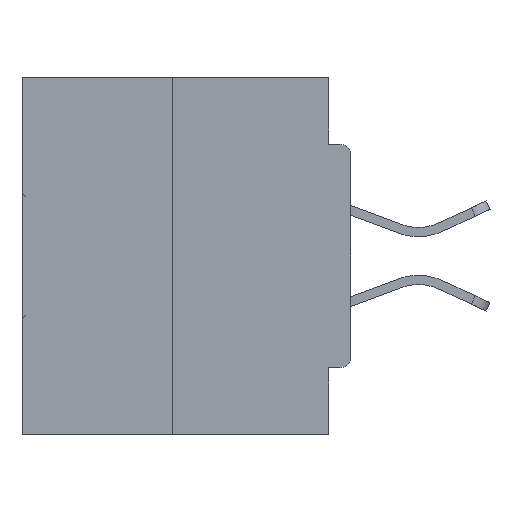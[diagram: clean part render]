
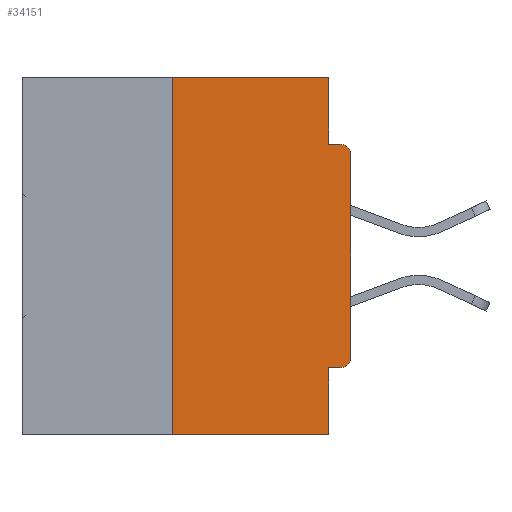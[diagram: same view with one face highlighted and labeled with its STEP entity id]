
A CAD part, left-side view. The second image highlights one B-rep face of the part: STEP entity #34151.
In plain terms, the highlighted planar face has unit normal (-1, 0, 0).
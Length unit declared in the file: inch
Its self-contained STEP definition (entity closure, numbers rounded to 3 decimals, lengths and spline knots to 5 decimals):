
#1387 = ORIENTED_EDGE ( 'NONE', *, *, #19780, .F. ) ;
#2055 = LINE ( 'NONE', #13235, #23208 ) ;
#3148 = VERTEX_POINT ( 'NONE', #25406 ) ;
#3274 = VECTOR ( 'NONE', #14367, 39.37008 ) ;
#3512 = LINE ( 'NONE', #10605, #11448 ) ;
#3877 = DIRECTION ( 'NONE',  ( 1., 0., 0. ) ) ;
#4451 = DIRECTION ( 'NONE',  ( 0., -1., 0. ) ) ;
#4858 = CIRCLE ( 'NONE', #16588, 0.015 ) ;
#5463 = ORIENTED_EDGE ( 'NONE', *, *, #5978, .F. ) ;
#5718 = LINE ( 'NONE', #7167, #28535 ) ;
#5918 = LINE ( 'NONE', #33355, #8045 ) ;
#5978 = EDGE_CURVE ( 'NONE', #24833, #10920, #27068, .T. ) ;
#6919 = EDGE_CURVE ( 'NONE', #20444, #3148, #14410, .T. ) ;
#7040 = EDGE_CURVE ( 'NONE', #37293, #10920, #20740, .T. ) ;
#7132 = PLANE ( 'NONE',  #42720 ) ;
#7167 = CARTESIAN_POINT ( 'NONE',  ( 0., 0., 0. ) ) ;
#7329 = DIRECTION ( 'NONE',  ( 0., 0., -1. ) ) ;
#7447 = ORIENTED_EDGE ( 'NONE', *, *, #39410, .T. ) ;
#8045 = VECTOR ( 'NONE', #16279, 39.37008 ) ;
#9006 = ORIENTED_EDGE ( 'NONE', *, *, #42392, .T. ) ;
#9047 = VECTOR ( 'NONE', #37438, 39.37008 ) ;
#9545 = AXIS2_PLACEMENT_3D ( 'NONE', #15336, #25590, #22337 ) ;
#10165 = DIRECTION ( 'NONE',  ( 0., -1., 0. ) ) ;
#10605 = CARTESIAN_POINT ( 'NONE',  ( 0., 0.031, -0.5 ) ) ;
#10920 = VERTEX_POINT ( 'NONE', #32007 ) ;
#11448 = VECTOR ( 'NONE', #7329, 39.37008 ) ;
#11713 = EDGE_CURVE ( 'NONE', #37520, #24833, #30485, .T. ) ;
#13235 = CARTESIAN_POINT ( 'NONE',  ( 0., 0.46, -0.5 ) ) ;
#13584 = CARTESIAN_POINT ( 'NONE',  ( 0., 0.031, 0. ) ) ;
#13789 = CARTESIAN_POINT ( 'NONE',  ( 0., 0.46, 0. ) ) ;
#14367 = DIRECTION ( 'NONE',  ( 0., 1., 0. ) ) ;
#14410 = LINE ( 'NONE', #30858, #3274 ) ;
#15336 = CARTESIAN_POINT ( 'NONE',  ( 0., 0.015, -0.1085 ) ) ;
#15689 = CARTESIAN_POINT ( 'NONE',  ( 0., 0.015, -0.4065 ) ) ;
#15804 = VERTEX_POINT ( 'NONE', #35024 ) ;
#16148 = ORIENTED_EDGE ( 'NONE', *, *, #43555, .F. ) ;
#16279 = DIRECTION ( 'NONE',  ( 0., 0., 1. ) ) ;
#16440 = EDGE_LOOP ( 'NONE', ( #1387, #19888, #43230, #16148, #40443, #7447, #9006, #23094, #5463, #23442 ) ) ;
#16588 = AXIS2_PLACEMENT_3D ( 'NONE', #21177, #24303, #17486 ) ;
#17486 = DIRECTION ( 'NONE',  ( 0., 0., -1. ) ) ;
#17951 = FACE_OUTER_BOUND ( 'NONE', #16440, .T. ) ;
#19300 = VERTEX_POINT ( 'NONE', #30049 ) ;
#19593 = CARTESIAN_POINT ( 'NONE',  ( 0., 0.25, 0. ) ) ;
#19780 = EDGE_CURVE ( 'NONE', #40475, #37520, #31144, .T. ) ;
#19888 = ORIENTED_EDGE ( 'NONE', *, *, #23169, .F. ) ;
#20005 = DIRECTION ( 'NONE',  ( 0., 0., -1. ) ) ;
#20444 = VERTEX_POINT ( 'NONE', #15689 ) ;
#20622 = DIRECTION ( 'NONE',  ( 0., 0., -1. ) ) ;
#20658 = DIRECTION ( 'NONE',  ( 0., 0., 1. ) ) ;
#20740 = CIRCLE ( 'NONE', #9545, 0.015 ) ;
#21177 = CARTESIAN_POINT ( 'NONE',  ( 0., 0.015, -0.3915 ) ) ;
#22337 = DIRECTION ( 'NONE',  ( 0., 0., -1. ) ) ;
#23094 = ORIENTED_EDGE ( 'NONE', *, *, #7040, .T. ) ;
#23169 = EDGE_CURVE ( 'NONE', #40948, #40475, #5918, .T. ) ;
#23208 = VECTOR ( 'NONE', #10165, 39.37008 ) ;
#23442 = ORIENTED_EDGE ( 'NONE', *, *, #11713, .F. ) ;
#24095 = VECTOR ( 'NONE', #20005, 39.37008 ) ;
#24303 = DIRECTION ( 'NONE',  ( -1., 0., 0. ) ) ;
#24833 = VERTEX_POINT ( 'NONE', #38503 ) ;
#25406 = CARTESIAN_POINT ( 'NONE',  ( 0., 0.031, -0.4065 ) ) ;
#25590 = DIRECTION ( 'NONE',  ( -1., 0., 0. ) ) ;
#26895 = CARTESIAN_POINT ( 'NONE',  ( 0., 0., -0.1085 ) ) ;
#27068 = LINE ( 'NONE', #34132, #9047 ) ;
#28535 = VECTOR ( 'NONE', #20658, 39.37008 ) ;
#30049 = CARTESIAN_POINT ( 'NONE',  ( 0., 0.031, -0.5 ) ) ;
#30485 = LINE ( 'NONE', #13584, #24095 ) ;
#30858 = CARTESIAN_POINT ( 'NONE',  ( 0., 0., -0.4065 ) ) ;
#31144 = LINE ( 'NONE', #41570, #36500 ) ;
#32007 = CARTESIAN_POINT ( 'NONE',  ( 0., 0.015, -0.0935 ) ) ;
#33355 = CARTESIAN_POINT ( 'NONE',  ( 0., 0.25, 0. ) ) ;
#34132 = CARTESIAN_POINT ( 'NONE',  ( 0., 0., -0.0935 ) ) ;
#34151 = ADVANCED_FACE ( 'NONE', ( #17951 ), #7132, .F. ) ;
#35024 = CARTESIAN_POINT ( 'NONE',  ( 0., 0., -0.3915 ) ) ;
#36500 = VECTOR ( 'NONE', #4451, 39.37008 ) ;
#37293 = VERTEX_POINT ( 'NONE', #26895 ) ;
#37438 = DIRECTION ( 'NONE',  ( 0., -1., 0. ) ) ;
#37520 = VERTEX_POINT ( 'NONE', #40257 ) ;
#38503 = CARTESIAN_POINT ( 'NONE',  ( 0., 0.031, -0.0935 ) ) ;
#39410 = EDGE_CURVE ( 'NONE', #20444, #15804, #4858, .T. ) ;
#40257 = CARTESIAN_POINT ( 'NONE',  ( 0., 0.031, 0. ) ) ;
#40443 = ORIENTED_EDGE ( 'NONE', *, *, #6919, .F. ) ;
#40475 = VERTEX_POINT ( 'NONE', #19593 ) ;
#40948 = VERTEX_POINT ( 'NONE', #42672 ) ;
#41570 = CARTESIAN_POINT ( 'NONE',  ( 0., 0.46, 0. ) ) ;
#42382 = EDGE_CURVE ( 'NONE', #40948, #19300, #2055, .T. ) ;
#42392 = EDGE_CURVE ( 'NONE', #15804, #37293, #5718, .T. ) ;
#42672 = CARTESIAN_POINT ( 'NONE',  ( 0., 0.25, -0.5 ) ) ;
#42720 = AXIS2_PLACEMENT_3D ( 'NONE', #13789, #3877, #20622 ) ;
#43230 = ORIENTED_EDGE ( 'NONE', *, *, #42382, .T. ) ;
#43555 = EDGE_CURVE ( 'NONE', #3148, #19300, #3512, .T. ) ;
